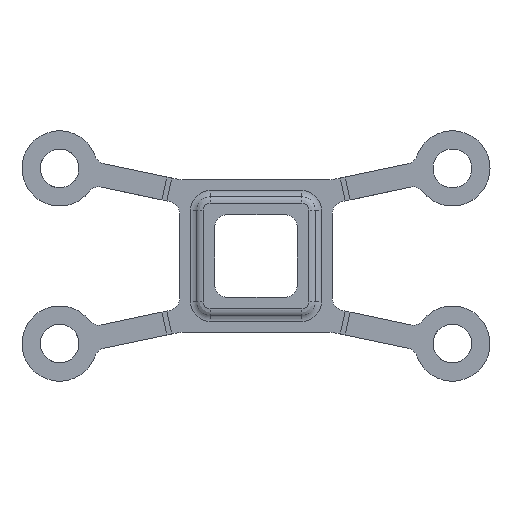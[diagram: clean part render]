
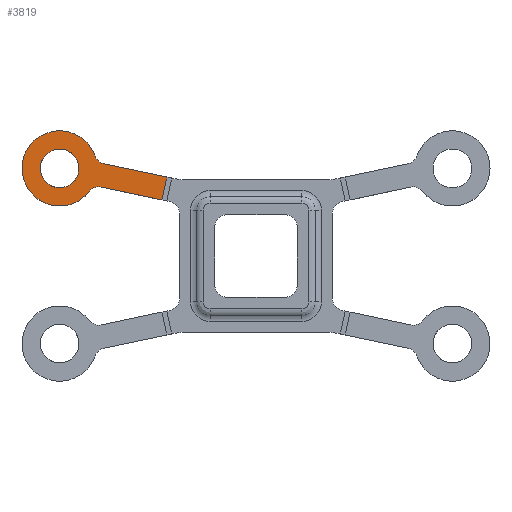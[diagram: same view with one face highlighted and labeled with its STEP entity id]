
A CAD part, top view. The second image highlights one B-rep face of the part: STEP entity #3819.
In plain terms, the highlighted planar face has unit normal (0, 0, 1).
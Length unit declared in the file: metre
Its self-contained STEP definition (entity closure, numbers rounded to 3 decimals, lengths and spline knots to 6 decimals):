
#249 = CARTESIAN_POINT ( 'NONE',  ( 0.010037, 0.021876, 0. ) ) ;
#314 = CARTESIAN_POINT ( 'NONE',  ( 0.006095, 0.02229, 0. ) ) ;
#402 = EDGE_CURVE ( 'NONE', #437, #1494, #2531, .T. ) ;
#412 = VECTOR ( 'NONE', #1774, 1. ) ;
#437 = VERTEX_POINT ( 'NONE', #1582 ) ;
#445 = EDGE_CURVE ( 'NONE', #2320, #747, #2423, .T. ) ;
#491 = DIRECTION ( 'NONE',  ( 0., 0., 1. ) ) ;
#502 = EDGE_CURVE ( 'NONE', #4000, #1610, #3389, .T. ) ;
#521 = AXIS2_PLACEMENT_3D ( 'NONE', #3896, #1235, #2572 ) ;
#633 = DIRECTION ( 'NONE',  ( 0., 0., -1. ) ) ;
#656 = LINE ( 'NONE', #2125, #1401 ) ;
#680 = EDGE_LOOP ( 'NONE', ( #1054, #987, #4045, #2449, #2854, #1590, #3747 ) ) ;
#691 = AXIS2_PLACEMENT_3D ( 'NONE', #4278, #1249, #1952 ) ;
#747 = VERTEX_POINT ( 'NONE', #4194 ) ;
#757 = CIRCLE ( 'NONE', #691, 0.00165 ) ;
#952 = CARTESIAN_POINT ( 'NONE',  ( 0.016112, 0.020179, 0. ) ) ;
#987 = ORIENTED_EDGE ( 'NONE', *, *, #4065, .T. ) ;
#1042 = DIRECTION ( 'NONE',  ( 0., 0., 1. ) ) ;
#1054 = ORIENTED_EDGE ( 'NONE', *, *, #3386, .F. ) ;
#1084 = CARTESIAN_POINT ( 'NONE',  ( 0.010745, 0.02131, 0. ) ) ;
#1135 = DIRECTION ( 'NONE',  ( 0.944, 0.33, 0. ) ) ;
#1138 = CARTESIAN_POINT ( 'NONE',  ( 0.010424, 0.019333, 0. ) ) ;
#1181 = CARTESIAN_POINT ( 'NONE',  ( 0.00952, 0.018947, 0. ) ) ;
#1211 = EDGE_CURVE ( 'NONE', #747, #437, #2793, .T. ) ;
#1218 = CARTESIAN_POINT ( 'NONE',  ( 0.010745, 0.02131, 0. ) ) ;
#1235 = DIRECTION ( 'NONE',  ( 0., 0., 1. ) ) ;
#1249 = DIRECTION ( 'NONE',  ( 0., 0., -1. ) ) ;
#1401 = VECTOR ( 'NONE', #2758, 1. ) ;
#1494 = VERTEX_POINT ( 'NONE', #2710 ) ;
#1582 = CARTESIAN_POINT ( 'NONE',  ( 0.00952, 0.018947, 0. ) ) ;
#1590 = ORIENTED_EDGE ( 'NONE', *, *, #1211, .T. ) ;
#1610 = VERTEX_POINT ( 'NONE', #3121 ) ;
#1621 = CARTESIAN_POINT ( 'NONE',  ( 0.01066, 0.021329, 0. ) ) ;
#1673 = VECTOR ( 'NONE', #2988, 1. ) ;
#1754 = LINE ( 'NONE', #1084, #412 ) ;
#1774 = DIRECTION ( 'NONE',  ( 0.979, -0.206, 0. ) ) ;
#1800 = CARTESIAN_POINT ( 'NONE',  ( 0.009579, 0.019022, 0. ) ) ;
#1947 = CARTESIAN_POINT ( 'NONE',  ( 0.010745, 0.02131, 0. ) ) ;
#1952 = DIRECTION ( 'NONE',  ( -1., 0., 0. ) ) ;
#1990 = LINE ( 'NONE', #4228, #1673 ) ;
#2125 = CARTESIAN_POINT ( 'NONE',  ( 0.0157, 0.018222, 0. ) ) ;
#2209 = AXIS2_PLACEMENT_3D ( 'NONE', #2265, #633, #3978 ) ;
#2210 = B_SPLINE_CURVE_WITH_KNOTS ( 'NONE', 3,
 ( #1218, #1621, #2947, #3606, #4274, #249, #2604 ),
 .UNSPECIFIED., .F., .F.,
 ( 4, 1, 1, 1, 4 ),
 ( 0., 0.25, 0.5, 0.75, 1. ),
 .UNSPECIFIED. ) ;
#2257 = CARTESIAN_POINT ( 'NONE',  ( 0.0157, 0.018222, 0. ) ) ;
#2265 = CARTESIAN_POINT ( 'NONE',  ( 0.006987, 0.020902, 0. ) ) ;
#2266 = EDGE_LOOP ( 'NONE', ( #4156, #3785 ) ) ;
#2320 = VERTEX_POINT ( 'NONE', #3408 ) ;
#2364 = FACE_BOUND ( 'NONE', #2266, .T. ) ;
#2423 = CIRCLE ( 'NONE', #521, 0.0032 ) ;
#2449 = ORIENTED_EDGE ( 'NONE', *, *, #4067, .T. ) ;
#2477 = CARTESIAN_POINT ( 'NONE',  ( 0.010518, 0.019314, 0. ) ) ;
#2482 = VERTEX_POINT ( 'NONE', #2257 ) ;
#2531 = B_SPLINE_CURVE_WITH_KNOTS ( 'NONE', 3,
 ( #1181, #1800, #2887, #2805, #4214, #1138, #2477 ),
 .UNSPECIFIED., .F., .F.,
 ( 4, 1, 1, 1, 4 ),
 ( 0., 0.25, 0.5, 0.75, 1. ),
 .UNSPECIFIED. ) ;
#2572 = DIRECTION ( 'NONE',  ( 0.944, 0.33, 0. ) ) ;
#2604 = CARTESIAN_POINT ( 'NONE',  ( 0.010008, 0.021959, 0. ) ) ;
#2710 = CARTESIAN_POINT ( 'NONE',  ( 0.010518, 0.019314, 0. ) ) ;
#2754 = CARTESIAN_POINT ( 'NONE',  ( 0., 0., 0. ) ) ;
#2758 = DIRECTION ( 'NONE',  ( -0.979, 0.206, 0. ) ) ;
#2776 = FACE_OUTER_BOUND ( 'NONE', #680, .T. ) ;
#2793 = CIRCLE ( 'NONE', #3831, 0.0032 ) ;
#2805 = CARTESIAN_POINT ( 'NONE',  ( 0.009962, 0.019287, 0. ) ) ;
#2854 = ORIENTED_EDGE ( 'NONE', *, *, #445, .T. ) ;
#2887 = CARTESIAN_POINT ( 'NONE',  ( 0.009712, 0.019152, 0. ) ) ;
#2896 = VERTEX_POINT ( 'NONE', #1947 ) ;
#2947 = CARTESIAN_POINT ( 'NONE',  ( 0.0105, 0.021384, 0. ) ) ;
#2988 = DIRECTION ( 'NONE',  ( 0.206, 0.979, 0. ) ) ;
#3121 = CARTESIAN_POINT ( 'NONE',  ( 0.007879, 0.019514, 0. ) ) ;
#3347 = PLANE ( 'NONE',  #3355 ) ;
#3355 = AXIS2_PLACEMENT_3D ( 'NONE', #2754, #1042, #3716 ) ;
#3386 = EDGE_CURVE ( 'NONE', #2482, #1494, #656, .T. ) ;
#3389 = CIRCLE ( 'NONE', #2209, 0.00165 ) ;
#3408 = CARTESIAN_POINT ( 'NONE',  ( 0.010008, 0.021959, 0. ) ) ;
#3606 = CARTESIAN_POINT ( 'NONE',  ( 0.010284, 0.021529, 0. ) ) ;
#3632 = EDGE_CURVE ( 'NONE', #1610, #4000, #757, .T. ) ;
#3716 = DIRECTION ( 'NONE',  ( 1., 0., 0. ) ) ;
#3747 = ORIENTED_EDGE ( 'NONE', *, *, #402, .T. ) ;
#3785 = ORIENTED_EDGE ( 'NONE', *, *, #3632, .T. ) ;
#3819 = ADVANCED_FACE ( 'NONE', ( #2776, #2364 ), #3347, .T. ) ;
#3831 = AXIS2_PLACEMENT_3D ( 'NONE', #4117, #491, #1135 ) ;
#3875 = EDGE_CURVE ( 'NONE', #2896, #4003, #1754, .T. ) ;
#3896 = CARTESIAN_POINT ( 'NONE',  ( 0.006987, 0.020902, 0. ) ) ;
#3978 = DIRECTION ( 'NONE',  ( -1., 0., 0. ) ) ;
#4000 = VERTEX_POINT ( 'NONE', #314 ) ;
#4003 = VERTEX_POINT ( 'NONE', #952 ) ;
#4045 = ORIENTED_EDGE ( 'NONE', *, *, #3875, .F. ) ;
#4065 = EDGE_CURVE ( 'NONE', #2482, #4003, #1990, .T. ) ;
#4067 = EDGE_CURVE ( 'NONE', #2896, #2320, #2210, .T. ) ;
#4117 = CARTESIAN_POINT ( 'NONE',  ( 0.006987, 0.020902, 0. ) ) ;
#4156 = ORIENTED_EDGE ( 'NONE', *, *, #502, .T. ) ;
#4194 = CARTESIAN_POINT ( 'NONE',  ( 0.003828, 0.021413, 0. ) ) ;
#4214 = CARTESIAN_POINT ( 'NONE',  ( 0.010239, 0.019346, 0. ) ) ;
#4228 = CARTESIAN_POINT ( 'NONE',  ( 0.0157, 0.018222, 0. ) ) ;
#4274 = CARTESIAN_POINT ( 'NONE',  ( 0.010113, 0.021724, 0. ) ) ;
#4278 = CARTESIAN_POINT ( 'NONE',  ( 0.006987, 0.020902, 0. ) ) ;
